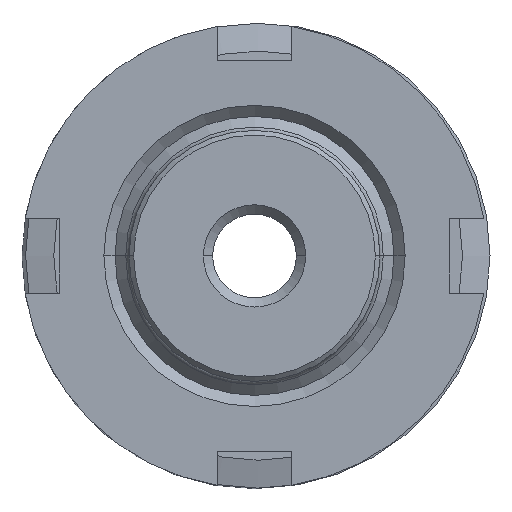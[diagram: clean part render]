
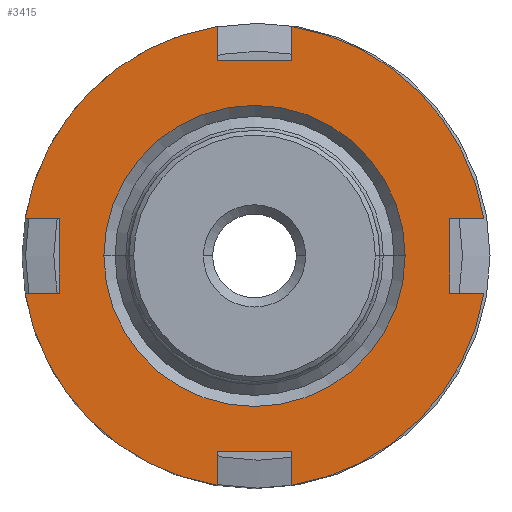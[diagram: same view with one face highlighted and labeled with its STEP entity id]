
A CAD part, front view. The second image highlights one B-rep face of the part: STEP entity #3415.
In plain terms, the highlighted planar face has unit normal (0, -1, 0).
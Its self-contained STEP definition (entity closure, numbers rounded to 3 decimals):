
#1 = DIRECTION ( 'NONE',  ( 0., 0., 1. ) ) ;
#17 = ORIENTED_EDGE ( 'NONE', *, *, #2912, .F. ) ;
#20 = ORIENTED_EDGE ( 'NONE', *, *, #2069, .F. ) ;
#21 = CIRCLE ( 'NONE', #169, 8.1 ) ;
#24 = LINE ( 'NONE', #2989, #1179 ) ;
#73 = VECTOR ( 'NONE', #546, 1000. ) ;
#90 = AXIS2_PLACEMENT_3D ( 'NONE', #960, #938, #2804 ) ;
#99 = CARTESIAN_POINT ( 'NONE',  ( 2., -7.269, 12.339 ) ) ;
#167 = ORIENTED_EDGE ( 'NONE', *, *, #3282, .F. ) ;
#169 = AXIS2_PLACEMENT_3D ( 'NONE', #994, #1564, #2586 ) ;
#173 = CARTESIAN_POINT ( 'NONE',  ( 0., -7.269, 0. ) ) ;
#219 = CARTESIAN_POINT ( 'NONE',  ( -12.339, -7.269, -2. ) ) ;
#235 = VERTEX_POINT ( 'NONE', #2612 ) ;
#245 = ORIENTED_EDGE ( 'NONE', *, *, #2150, .F. ) ;
#246 = CARTESIAN_POINT ( 'NONE',  ( 0., -7.269, 0. ) ) ;
#261 = DIRECTION ( 'NONE',  ( 0., 0., -1. ) ) ;
#294 = CARTESIAN_POINT ( 'NONE',  ( -10.5, -7.269, 2. ) ) ;
#306 = LINE ( 'NONE', #1072, #1838 ) ;
#320 = EDGE_CURVE ( 'NONE', #235, #2176, #1897, .T. ) ;
#362 = LINE ( 'NONE', #3426, #73 ) ;
#392 = CARTESIAN_POINT ( 'NONE',  ( 8.1, -7.269, -2. ) ) ;
#421 = CARTESIAN_POINT ( 'NONE',  ( 12.339, -7.269, 2. ) ) ;
#480 = DIRECTION ( 'NONE',  ( 0., 1., 0. ) ) ;
#507 = CIRCLE ( 'NONE', #2064, 12.5 ) ;
#511 = LINE ( 'NONE', #528, #2463 ) ;
#528 = CARTESIAN_POINT ( 'NONE',  ( -2., -7.269, 0. ) ) ;
#538 = CARTESIAN_POINT ( 'NONE',  ( -12.339, -7.269, 2. ) ) ;
#546 = DIRECTION ( 'NONE',  ( -1., 0., 0. ) ) ;
#549 = ORIENTED_EDGE ( 'NONE', *, *, #2086, .T. ) ;
#578 = ORIENTED_EDGE ( 'NONE', *, *, #3238, .F. ) ;
#592 = AXIS2_PLACEMENT_3D ( 'NONE', #246, #2882, #3151 ) ;
#599 = VECTOR ( 'NONE', #3274, 1000. ) ;
#602 = CARTESIAN_POINT ( 'NONE',  ( 10.5, -7.269, 2. ) ) ;
#621 = ORIENTED_EDGE ( 'NONE', *, *, #3257, .F. ) ;
#670 = DIRECTION ( 'NONE',  ( 0., 0., 1. ) ) ;
#700 = DIRECTION ( 'NONE',  ( 1., 0., 0. ) ) ;
#729 = DIRECTION ( 'NONE',  ( -1., 0., 0. ) ) ;
#734 = VECTOR ( 'NONE', #747, 1000. ) ;
#745 = VERTEX_POINT ( 'NONE', #986 ) ;
#747 = DIRECTION ( 'NONE',  ( 0., 0., -1. ) ) ;
#783 = ORIENTED_EDGE ( 'NONE', *, *, #2522, .T. ) ;
#831 = VERTEX_POINT ( 'NONE', #1815 ) ;
#880 = LINE ( 'NONE', #2547, #3429 ) ;
#885 = DIRECTION ( 'NONE',  ( 0., 1., 0. ) ) ;
#918 = EDGE_CURVE ( 'NONE', #1480, #235, #362, .T. ) ;
#920 = VECTOR ( 'NONE', #1, 1000. ) ;
#937 = CARTESIAN_POINT ( 'NONE',  ( 8.1, -7.269, 2. ) ) ;
#938 = DIRECTION ( 'NONE',  ( 0., 1., 0. ) ) ;
#960 = CARTESIAN_POINT ( 'NONE',  ( 0., -7.269, 0. ) ) ;
#986 = CARTESIAN_POINT ( 'NONE',  ( -8.1, -7.269, 0. ) ) ;
#994 = CARTESIAN_POINT ( 'NONE',  ( 0., -7.269, 0. ) ) ;
#998 = VERTEX_POINT ( 'NONE', #1322 ) ;
#1024 = DIRECTION ( 'NONE',  ( 0., 1., 0. ) ) ;
#1034 = DIRECTION ( 'NONE',  ( -1., 0., 0. ) ) ;
#1040 = FACE_BOUND ( 'NONE', #2051, .T. ) ;
#1064 = EDGE_CURVE ( 'NONE', #831, #1371, #24, .T. ) ;
#1072 = CARTESIAN_POINT ( 'NONE',  ( 0., -7.269, 10.5 ) ) ;
#1143 = DIRECTION ( 'NONE',  ( 0., 1., 0. ) ) ;
#1179 = VECTOR ( 'NONE', #2977, 1000. ) ;
#1190 = CARTESIAN_POINT ( 'NONE',  ( 2., -7.269, 0. ) ) ;
#1192 = AXIS2_PLACEMENT_3D ( 'NONE', #2735, #1143, #2998 ) ;
#1265 = CIRCLE ( 'NONE', #90, 12.5 ) ;
#1317 = EDGE_CURVE ( 'NONE', #745, #2541, #2845, .T. ) ;
#1319 = CARTESIAN_POINT ( 'NONE',  ( 12.339, -7.269, -2. ) ) ;
#1322 = CARTESIAN_POINT ( 'NONE',  ( 10.5, -7.269, -2. ) ) ;
#1326 = CARTESIAN_POINT ( 'NONE',  ( 8.1, -7.269, 0. ) ) ;
#1371 = VERTEX_POINT ( 'NONE', #219 ) ;
#1480 = VERTEX_POINT ( 'NONE', #1841 ) ;
#1494 = VERTEX_POINT ( 'NONE', #3183 ) ;
#1512 = ORIENTED_EDGE ( 'NONE', *, *, #320, .F. ) ;
#1513 = CARTESIAN_POINT ( 'NONE',  ( -2., -7.269, 12.339 ) ) ;
#1547 = CARTESIAN_POINT ( 'NONE',  ( -2., -7.269, 0. ) ) ;
#1564 = DIRECTION ( 'NONE',  ( 0., 1., 0. ) ) ;
#1646 = CIRCLE ( 'NONE', #1192, 12.5 ) ;
#1707 = CARTESIAN_POINT ( 'NONE',  ( 2., -7.269, 0. ) ) ;
#1718 = VERTEX_POINT ( 'NONE', #3270 ) ;
#1815 = CARTESIAN_POINT ( 'NONE',  ( -10.5, -7.269, -2. ) ) ;
#1838 = VECTOR ( 'NONE', #1893, 1000. ) ;
#1841 = CARTESIAN_POINT ( 'NONE',  ( 2., -7.269, -10.5 ) ) ;
#1843 = LINE ( 'NONE', #392, #599 ) ;
#1876 = LINE ( 'NONE', #937, #2168 ) ;
#1882 = LINE ( 'NONE', #3444, #3010 ) ;
#1893 = DIRECTION ( 'NONE',  ( 1., 0., 0. ) ) ;
#1897 = LINE ( 'NONE', #1547, #734 ) ;
#1974 = LINE ( 'NONE', #1707, #2629 ) ;
#1979 = ORIENTED_EDGE ( 'NONE', *, *, #918, .F. ) ;
#2026 = ORIENTED_EDGE ( 'NONE', *, *, #3103, .T. ) ;
#2051 = EDGE_LOOP ( 'NONE', ( #2195, #783 ) ) ;
#2064 = AXIS2_PLACEMENT_3D ( 'NONE', #2621, #1024, #1034 ) ;
#2067 = CARTESIAN_POINT ( 'NONE',  ( 8.1, -7.269, 0. ) ) ;
#2069 = EDGE_CURVE ( 'NONE', #2781, #2965, #1646, .T. ) ;
#2085 = EDGE_LOOP ( 'NONE', ( #17, #167, #2706, #621, #1512, #1979, #549, #245, #2299, #2949, #2026, #20, #2401, #2827, #2246, #578 ) ) ;
#2086 = EDGE_CURVE ( 'NONE', #1480, #2913, #1974, .T. ) ;
#2125 = VECTOR ( 'NONE', #670, 1000. ) ;
#2134 = EDGE_CURVE ( 'NONE', #998, #2645, #1843, .T. ) ;
#2150 = EDGE_CURVE ( 'NONE', #2645, #2913, #1265, .T. ) ;
#2168 = VECTOR ( 'NONE', #2803, 1000. ) ;
#2176 = VERTEX_POINT ( 'NONE', #2937 ) ;
#2195 = ORIENTED_EDGE ( 'NONE', *, *, #1317, .T. ) ;
#2237 = AXIS2_PLACEMENT_3D ( 'NONE', #173, #480, #729 ) ;
#2246 = ORIENTED_EDGE ( 'NONE', *, *, #3186, .T. ) ;
#2254 = VERTEX_POINT ( 'NONE', #294 ) ;
#2299 = ORIENTED_EDGE ( 'NONE', *, *, #2134, .F. ) ;
#2370 = DIRECTION ( 'NONE',  ( 0., 0., 1. ) ) ;
#2401 = ORIENTED_EDGE ( 'NONE', *, *, #3016, .F. ) ;
#2457 = FACE_OUTER_BOUND ( 'NONE', #2085, .T. ) ;
#2463 = VECTOR ( 'NONE', #2370, 1000. ) ;
#2496 = DIRECTION ( 'NONE',  ( 0., 0., -1. ) ) ;
#2522 = EDGE_CURVE ( 'NONE', #2541, #745, #21, .T. ) ;
#2538 = LINE ( 'NONE', #2903, #920 ) ;
#2541 = VERTEX_POINT ( 'NONE', #2067 ) ;
#2547 = CARTESIAN_POINT ( 'NONE',  ( 8.1, -7.269, 2. ) ) ;
#2586 = DIRECTION ( 'NONE',  ( -1., 0., 0. ) ) ;
#2612 = CARTESIAN_POINT ( 'NONE',  ( -2., -7.269, -10.5 ) ) ;
#2621 = CARTESIAN_POINT ( 'NONE',  ( 0., -7.269, 0. ) ) ;
#2629 = VECTOR ( 'NONE', #2496, 1000. ) ;
#2645 = VERTEX_POINT ( 'NONE', #1319 ) ;
#2663 = EDGE_CURVE ( 'NONE', #2908, #998, #1882, .T. ) ;
#2703 = LINE ( 'NONE', #1190, #2125 ) ;
#2706 = ORIENTED_EDGE ( 'NONE', *, *, #1064, .T. ) ;
#2726 = DIRECTION ( 'NONE',  ( -1., 0., 0. ) ) ;
#2734 = EDGE_CURVE ( 'NONE', #1494, #1718, #306, .T. ) ;
#2735 = CARTESIAN_POINT ( 'NONE',  ( 0., -7.269, 0. ) ) ;
#2781 = VERTEX_POINT ( 'NONE', #99 ) ;
#2803 = DIRECTION ( 'NONE',  ( -1., 0., 0. ) ) ;
#2804 = DIRECTION ( 'NONE',  ( -1., 0., 0. ) ) ;
#2827 = ORIENTED_EDGE ( 'NONE', *, *, #2734, .F. ) ;
#2845 = CIRCLE ( 'NONE', #2237, 8.1 ) ;
#2882 = DIRECTION ( 'NONE',  ( 0., 1., 0. ) ) ;
#2903 = CARTESIAN_POINT ( 'NONE',  ( -10.5, -7.269, 0. ) ) ;
#2908 = VERTEX_POINT ( 'NONE', #602 ) ;
#2912 = EDGE_CURVE ( 'NONE', #2254, #3302, #1876, .T. ) ;
#2913 = VERTEX_POINT ( 'NONE', #3292 ) ;
#2937 = CARTESIAN_POINT ( 'NONE',  ( -2., -7.269, -12.339 ) ) ;
#2949 = ORIENTED_EDGE ( 'NONE', *, *, #2663, .F. ) ;
#2965 = VERTEX_POINT ( 'NONE', #421 ) ;
#2977 = DIRECTION ( 'NONE',  ( -1., 0., 0. ) ) ;
#2989 = CARTESIAN_POINT ( 'NONE',  ( 8.1, -7.269, -2. ) ) ;
#2998 = DIRECTION ( 'NONE',  ( -1., 0., 0. ) ) ;
#3010 = VECTOR ( 'NONE', #261, 1000. ) ;
#3016 = EDGE_CURVE ( 'NONE', #1718, #2781, #2703, .T. ) ;
#3032 = VERTEX_POINT ( 'NONE', #1513 ) ;
#3103 = EDGE_CURVE ( 'NONE', #2908, #2965, #880, .T. ) ;
#3124 = CIRCLE ( 'NONE', #592, 12.5 ) ;
#3151 = DIRECTION ( 'NONE',  ( -1., 0., 0. ) ) ;
#3180 = AXIS2_PLACEMENT_3D ( 'NONE', #1326, #885, #2726 ) ;
#3183 = CARTESIAN_POINT ( 'NONE',  ( -2., -7.269, 10.5 ) ) ;
#3186 = EDGE_CURVE ( 'NONE', #1494, #3032, #511, .T. ) ;
#3236 = PLANE ( 'NONE',  #3180 ) ;
#3238 = EDGE_CURVE ( 'NONE', #3302, #3032, #3124, .T. ) ;
#3257 = EDGE_CURVE ( 'NONE', #2176, #1371, #507, .T. ) ;
#3270 = CARTESIAN_POINT ( 'NONE',  ( 2., -7.269, 10.5 ) ) ;
#3274 = DIRECTION ( 'NONE',  ( 1., 0., 0. ) ) ;
#3282 = EDGE_CURVE ( 'NONE', #831, #2254, #2538, .T. ) ;
#3292 = CARTESIAN_POINT ( 'NONE',  ( 2., -7.269, -12.339 ) ) ;
#3302 = VERTEX_POINT ( 'NONE', #538 ) ;
#3415 = ADVANCED_FACE ( 'NONE', ( #1040, #2457 ), #3236, .F. ) ;
#3426 = CARTESIAN_POINT ( 'NONE',  ( 0., -7.269, -10.5 ) ) ;
#3429 = VECTOR ( 'NONE', #700, 1000. ) ;
#3444 = CARTESIAN_POINT ( 'NONE',  ( 10.5, -7.269, 0. ) ) ;
